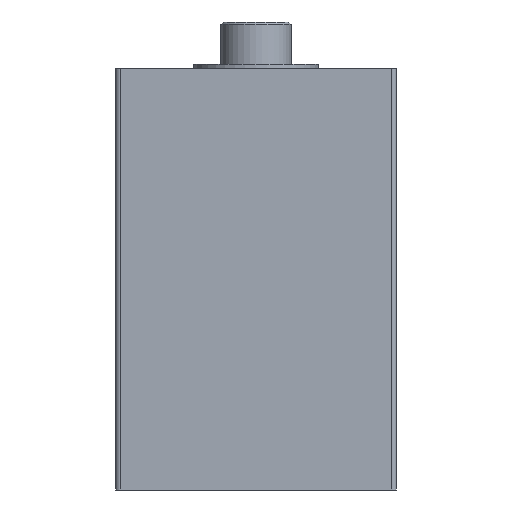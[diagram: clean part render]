
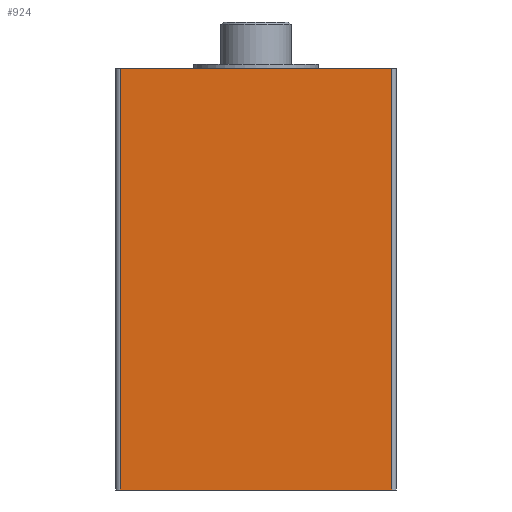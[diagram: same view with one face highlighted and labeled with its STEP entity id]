
A CAD part, front view. The second image highlights one B-rep face of the part: STEP entity #924.
In plain terms, the highlighted planar face has unit normal (0, -1, 0).
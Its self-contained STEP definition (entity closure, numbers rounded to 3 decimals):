
#34=PLANE('',#1014);
#62=LINE('',#1481,#120);
#63=LINE('',#1483,#121);
#64=LINE('',#1485,#122);
#65=LINE('',#1487,#123);
#120=VECTOR('',#1159,1000.);
#121=VECTOR('',#1162,1000.);
#122=VECTOR('',#1163,1000.);
#123=VECTOR('',#1164,1000.);
#185=ORIENTED_EDGE('',*,*,#437,.F.);
#186=ORIENTED_EDGE('',*,*,#436,.F.);
#187=ORIENTED_EDGE('',*,*,#438,.T.);
#188=ORIENTED_EDGE('',*,*,#439,.T.);
#436=EDGE_CURVE('',#561,#560,#62,.T.);
#437=EDGE_CURVE('',#560,#562,#63,.T.);
#438=EDGE_CURVE('',#561,#563,#64,.T.);
#439=EDGE_CURVE('',#563,#562,#65,.T.);
#560=VERTEX_POINT('',#1478);
#561=VERTEX_POINT('',#1480);
#562=VERTEX_POINT('',#1484);
#563=VERTEX_POINT('',#1486);
#719=EDGE_LOOP('',(#185,#186,#187,#188));
#805=FACE_BOUND('',#719,.T.);
#924=ADVANCED_FACE('',(#805),#34,.T.);
#1014=AXIS2_PLACEMENT_3D('',#1482,#1160,#1161);
#1159=DIRECTION('',(0.,0.,1.));
#1160=DIRECTION('',(0.,-1.,0.));
#1161=DIRECTION('',(0.,0.,-1.));
#1162=DIRECTION('',(1.,0.,0.));
#1163=DIRECTION('',(1.,0.,0.));
#1164=DIRECTION('',(0.,0.,1.));
#1478=CARTESIAN_POINT('',(-11.6,-12.,0.));
#1480=CARTESIAN_POINT('',(-11.6,-12.,-36.));
#1481=CARTESIAN_POINT('',(-11.6,-12.,-36.));
#1482=CARTESIAN_POINT('',(-11.6,-12.,-36.));
#1483=CARTESIAN_POINT('',(-11.6,-12.,0.));
#1484=CARTESIAN_POINT('',(11.6,-12.,0.));
#1485=CARTESIAN_POINT('',(-11.6,-12.,-36.));
#1486=CARTESIAN_POINT('',(11.6,-12.,-36.));
#1487=CARTESIAN_POINT('',(11.6,-12.,-36.));
